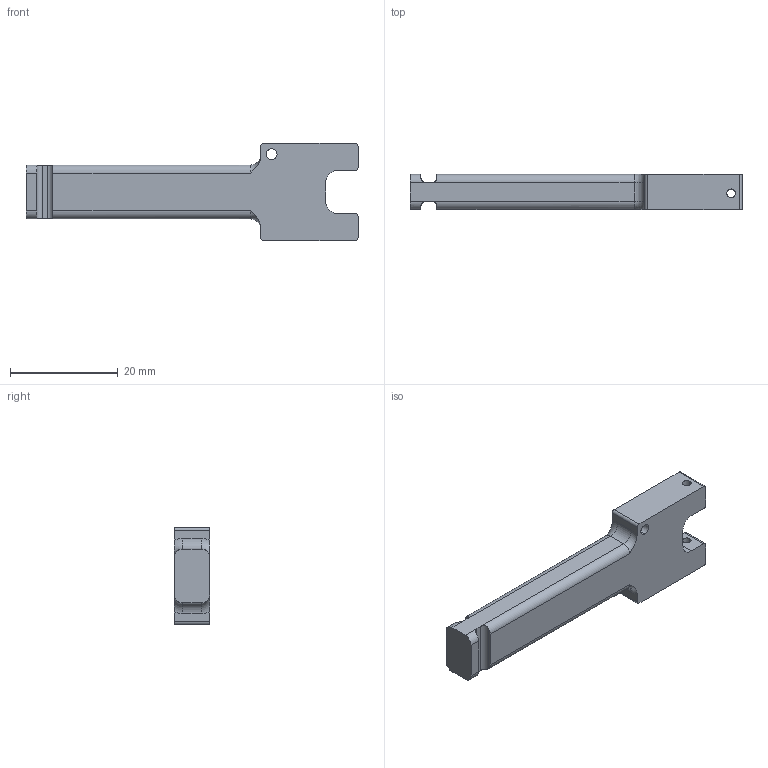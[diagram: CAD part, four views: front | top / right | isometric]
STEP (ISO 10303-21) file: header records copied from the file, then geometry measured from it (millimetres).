
FILE_DESCRIPTION (( 'STEP AP214' ), '1' );
FILE_NAME ('Holder_Upper.STEP', '2023-08-11T07:37:06', ( '' ), ( '' ), 'SwSTEP 2.0', 'SolidWorks 2021', '' );
FILE_SCHEMA (( 'AUTOMOTIVE_DESIGN' ));
Length unit declared in the file: millimetre
Products named in the file (1): Holder_Upper
Bounding box: 61.5 x 6.5 x 18 mm (x, y, z)
Volume: 4319.4 mm3; surface area: 2517.3 mm2
Topology: 1 solids, 1 shells, 67 faces, 183 edges, 118 vertices
Faces by surface type: cylinder 36, plane 27, torus 4
Entity records: 2259 total; most frequent: CARTESIAN_POINT 477, DIRECTION 375, ORIENTED_EDGE 366, EDGE_CURVE 183, AXIS2_PLACEMENT_3D 136, VERTEX_POINT 118, LINE 103, VECTOR 103
